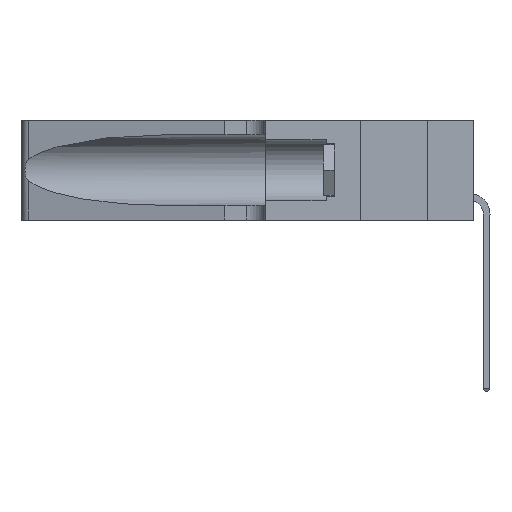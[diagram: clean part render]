
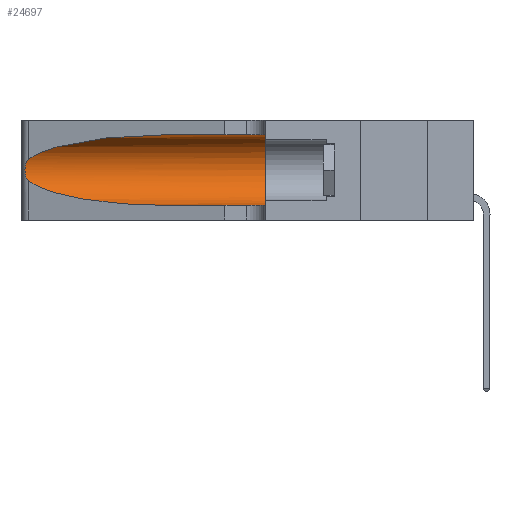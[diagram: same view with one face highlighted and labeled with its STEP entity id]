
A CAD part, left-side view. The second image highlights one B-rep face of the part: STEP entity #24697.
In plain terms, the highlighted cylindrical face has radius 3.308 mm (diameter 6.617 mm), a partial arc.
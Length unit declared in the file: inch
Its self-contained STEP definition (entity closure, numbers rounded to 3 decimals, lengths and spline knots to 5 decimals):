
#152 = CARTESIAN_POINT ( 'NONE',  ( 0.25487, 1.22718, 0.22369 ) ) ;
#1332 = CARTESIAN_POINT ( 'NONE',  ( 0.25487, 1.22718, 0.22369 ) ) ;
#1394 = EDGE_CURVE ( 'NONE', #1467, #3318, #28534, .T. ) ;
#1467 = VERTEX_POINT ( 'NONE', #1965 ) ;
#1965 = CARTESIAN_POINT ( 'NONE',  ( 0.1305, 0.72297, 0.05475 ) ) ;
#2361 = CARTESIAN_POINT ( 'NONE',  ( 0.18966, 0.96281, 0.31525 ) ) ;
#2568 = VERTEX_POINT ( 'NONE', #5090 ) ;
#2633 = AXIS2_PLACEMENT_3D ( 'NONE', #13446, #17731, #28898 ) ;
#3239 = VERTEX_POINT ( 'NONE', #22990 ) ;
#3318 = VERTEX_POINT ( 'NONE', #20643 ) ;
#3574 = EDGE_LOOP ( 'NONE', ( #27479, #29021, #8906, #22901, #13108, #17329 ) ) ;
#3591 = CARTESIAN_POINT ( 'NONE',  ( 0.25555, 1.22994, 0.2215 ) ) ;
#3762 = DIRECTION ( 'NONE',  ( 0., -1., 0. ) ) ;
#4035 = DIRECTION ( 'NONE',  ( 0., -1., 0. ) ) ;
#4413 =( BOUNDED_CURVE ( )  B_SPLINE_CURVE ( 3, ( #15766, #2361, #20260, #152 ),
 .UNSPECIFIED., .F., .T. ) 
 B_SPLINE_CURVE_WITH_KNOTS ( ( 4, 4 ),
 ( 1.5708, 2.84003 ),
 .UNSPECIFIED. ) 
 CURVE ( )  GEOMETRIC_REPRESENTATION_ITEM ( )  RATIONAL_B_SPLINE_CURVE ( ( 1., 0.87, 0.87, 1. ) ) 
 REPRESENTATION_ITEM ( '' )  );
#4667 = VERTEX_POINT ( 'NONE', #25994 ) ;
#4737 = VECTOR ( 'NONE', #3762, 39.37008 ) ;
#5090 = CARTESIAN_POINT ( 'NONE',  ( 0.1305, 0.35, 0.31525 ) ) ;
#5853 = CARTESIAN_POINT ( 'NONE',  ( 0.26075, 1.23896, 0.19203 ) ) ;
#5901 = CYLINDRICAL_SURFACE ( 'NONE', #2633, 0.13025 ) ;
#6071 = CARTESIAN_POINT ( 'NONE',  ( 0.25487, 1.22718, 0.14631 ) ) ;
#6337 = DIRECTION ( 'NONE',  ( 0., 1., 0. ) ) ;
#6677 = EDGE_CURVE ( 'NONE', #3239, #1467, #9926, .T. ) ;
#7061 = AXIS2_PLACEMENT_3D ( 'NONE', #26498, #6337, #13129 ) ;
#8206 = LINE ( 'NONE', #27974, #4737 ) ;
#8906 = ORIENTED_EDGE ( 'NONE', *, *, #6677, .T. ) ;
#9926 =( BOUNDED_CURVE ( )  B_SPLINE_CURVE ( 3, ( #6071, #28596, #19285, #23774 ),
 .UNSPECIFIED., .F., .F. ) 
 B_SPLINE_CURVE_WITH_KNOTS ( ( 4, 4 ),
 ( 3.44316, 4.71239 ),
 .UNSPECIFIED. ) 
 CURVE ( )  GEOMETRIC_REPRESENTATION_ITEM ( )  RATIONAL_B_SPLINE_CURVE ( ( 1., 0.87, 0.87, 1. ) ) 
 REPRESENTATION_ITEM ( '' )  );
#10048 = CARTESIAN_POINT ( 'NONE',  ( 0.25555, 1.22993, 0.14849 ) ) ;
#10837 = B_SPLINE_CURVE_WITH_KNOTS ( 'NONE', 3,
 ( #1332, #3591, #19472, #19360, #12626, #21598, #5853, #26102, #12724, #28372, #21217, #23461, #10048, #27950 ),
 .UNSPECIFIED., .F., .F.,
 ( 4, 2, 2, 2, 2, 2, 4 ),
 ( 0., 0.00027, 0.00053, 0.00107, 0.0016, 0.00187, 0.00214 ),
 .UNSPECIFIED. ) ;
#12626 = CARTESIAN_POINT ( 'NONE',  ( 0.25854, 1.2359, 0.20912 ) ) ;
#12724 = CARTESIAN_POINT ( 'NONE',  ( 0.26017, 1.23833, 0.17102 ) ) ;
#13108 = ORIENTED_EDGE ( 'NONE', *, *, #21331, .F. ) ;
#13129 = DIRECTION ( 'NONE',  ( 0., 0., 1. ) ) ;
#13446 = CARTESIAN_POINT ( 'NONE',  ( 0.1305, 1.61858, 0.185 ) ) ;
#15766 = CARTESIAN_POINT ( 'NONE',  ( 0.1305, 0.72297, 0.31525 ) ) ;
#17329 = ORIENTED_EDGE ( 'NONE', *, *, #20997, .F. ) ;
#17731 = DIRECTION ( 'NONE',  ( 0., -1., 0. ) ) ;
#19285 = CARTESIAN_POINT ( 'NONE',  ( 0.18966, 0.96281, 0.05475 ) ) ;
#19360 = CARTESIAN_POINT ( 'NONE',  ( 0.25787, 1.23484, 0.2124 ) ) ;
#19472 = CARTESIAN_POINT ( 'NONE',  ( 0.25639, 1.23184, 0.21858 ) ) ;
#19595 = FACE_OUTER_BOUND ( 'NONE', #3574, .T. ) ;
#19969 = CARTESIAN_POINT ( 'NONE',  ( 0.1305, 1.61858, 0.05475 ) ) ;
#20260 = CARTESIAN_POINT ( 'NONE',  ( 0.2373, 1.15595, 0.28018 ) ) ;
#20454 = VECTOR ( 'NONE', #4035, 39.37008 ) ;
#20643 = CARTESIAN_POINT ( 'NONE',  ( 0.1305, 0.35, 0.05475 ) ) ;
#20908 = EDGE_CURVE ( 'NONE', #28953, #3239, #10837, .T. ) ;
#20997 = EDGE_CURVE ( 'NONE', #4667, #2568, #8206, .T. ) ;
#21217 = CARTESIAN_POINT ( 'NONE',  ( 0.25789, 1.23486, 0.15765 ) ) ;
#21331 = EDGE_CURVE ( 'NONE', #2568, #3318, #25336, .T. ) ;
#21598 = CARTESIAN_POINT ( 'NONE',  ( 0.26018, 1.23835, 0.19895 ) ) ;
#22901 = ORIENTED_EDGE ( 'NONE', *, *, #1394, .T. ) ;
#22990 = CARTESIAN_POINT ( 'NONE',  ( 0.25487, 1.22718, 0.14631 ) ) ;
#23461 = CARTESIAN_POINT ( 'NONE',  ( 0.25639, 1.23186, 0.15144 ) ) ;
#23774 = CARTESIAN_POINT ( 'NONE',  ( 0.1305, 0.72297, 0.05475 ) ) ;
#24697 = ADVANCED_FACE ( 'NONE', ( #19595 ), #5901, .F. ) ;
#25336 = CIRCLE ( 'NONE', #7061, 0.13025 ) ;
#25994 = CARTESIAN_POINT ( 'NONE',  ( 0.1305, 0.72297, 0.31525 ) ) ;
#26102 = CARTESIAN_POINT ( 'NONE',  ( 0.26075, 1.23896, 0.178 ) ) ;
#26498 = CARTESIAN_POINT ( 'NONE',  ( 0.1305, 0.35, 0.185 ) ) ;
#27479 = ORIENTED_EDGE ( 'NONE', *, *, #28140, .T. ) ;
#27507 = CARTESIAN_POINT ( 'NONE',  ( 0.25487, 1.22718, 0.22369 ) ) ;
#27950 = CARTESIAN_POINT ( 'NONE',  ( 0.25487, 1.22718, 0.14631 ) ) ;
#27974 = CARTESIAN_POINT ( 'NONE',  ( 0.1305, 1.61858, 0.31525 ) ) ;
#28140 = EDGE_CURVE ( 'NONE', #4667, #28953, #4413, .T. ) ;
#28372 = CARTESIAN_POINT ( 'NONE',  ( 0.25856, 1.23593, 0.16098 ) ) ;
#28534 = LINE ( 'NONE', #19969, #20454 ) ;
#28596 = CARTESIAN_POINT ( 'NONE',  ( 0.2373, 1.15595, 0.08982 ) ) ;
#28898 = DIRECTION ( 'NONE',  ( 0., 0., -1. ) ) ;
#28953 = VERTEX_POINT ( 'NONE', #27507 ) ;
#29021 = ORIENTED_EDGE ( 'NONE', *, *, #20908, .T. ) ;
